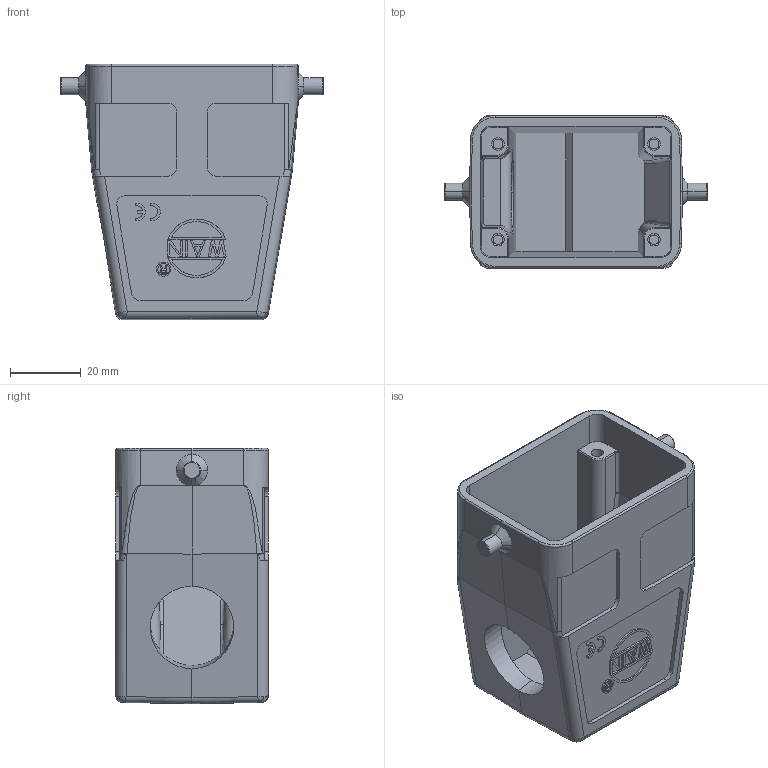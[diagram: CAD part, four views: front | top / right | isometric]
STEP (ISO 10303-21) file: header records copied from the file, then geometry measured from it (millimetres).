
FILE_DESCRIPTION((''),'2;1');
FILE_NAME('3D_1120065105003_H6B-MSEH-2B-M2','2023-12-06T',('yp.zhu'),(''),'PRO/ENGINEER BY PARAMETRIC TECHNOLOGY CORPORATION, 2012480','PRO/ENGINEER BY PARAMETRIC TECHNOLOGY CORPORATION, 2012480','');
FILE_SCHEMA(('CONFIG_CONTROL_DESIGN'));
Length unit declared in the file: millimetre
Products named in the file (1): 3D_1120065105003_H6B-MSEH-2B-M2
Bounding box: 74 x 43 x 72 mm (x, y, z)
Volume: 54154 mm3; surface area: 28767.1 mm2
Topology: 1 solids, 1 shells, 417 faces, 1088 edges, 709 vertices
Faces by surface type: plane 248, cylinder 107, bspline 36, torus 12, extrusion 8, sphere 6
Entity records: 15469 total; most frequent: CARTESIAN_POINT 5482, ORIENTED_EDGE 2172, DIRECTION 1861, EDGE_CURVE 1086, VECTOR 723, LINE 715, VERTEX_POINT 709, AXIS2_PLACEMENT_3D 569
